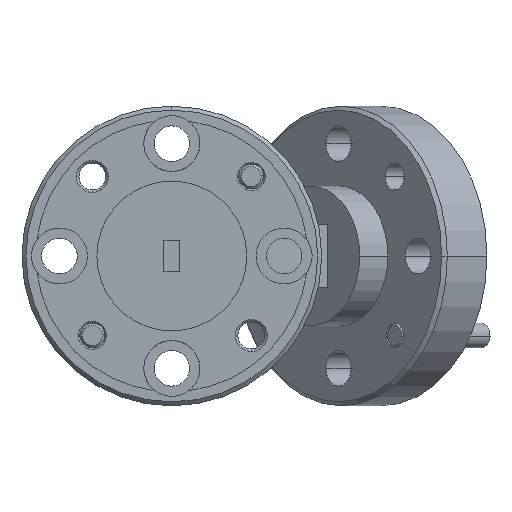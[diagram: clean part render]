
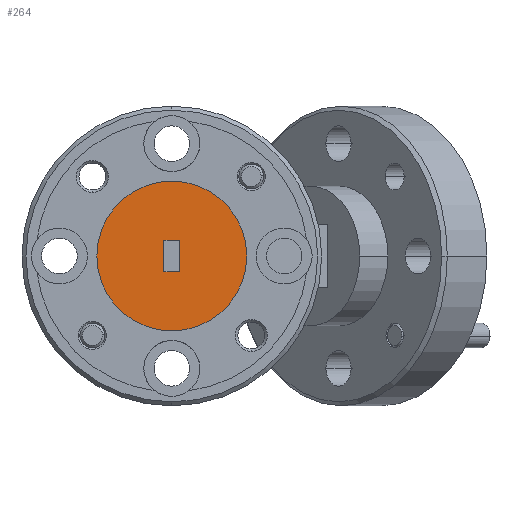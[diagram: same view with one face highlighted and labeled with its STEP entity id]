
A CAD part, left-side view. The second image highlights one B-rep face of the part: STEP entity #264.
In plain terms, the highlighted planar face has unit normal (-1, 0, 0).
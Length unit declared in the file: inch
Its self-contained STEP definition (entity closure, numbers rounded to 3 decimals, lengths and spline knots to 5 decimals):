
#21 = DIRECTION ( 'NONE',  ( 0., -1., 0. ) ) ;
#141 = CARTESIAN_POINT ( 'NONE',  ( -1.72001, 0.82482, 0.12423 ) ) ;
#264 = ADVANCED_FACE ( 'NONE', ( #4767, #4740 ), #1024, .F. ) ;
#299 = DIRECTION ( 'NONE',  ( 0., 0., 1. ) ) ;
#411 = DIRECTION ( 'NONE',  ( 0., 0., -1. ) ) ;
#435 = CARTESIAN_POINT ( 'NONE',  ( -1.72001, 0.86482, 0.12423 ) ) ;
#556 = VECTOR ( 'NONE', #21, 39.37008 ) ;
#661 = VERTEX_POINT ( 'NONE', #2472 ) ;
#760 = DIRECTION ( 'NONE',  ( 1., 0., 0. ) ) ;
#762 = CARTESIAN_POINT ( 'NONE',  ( -1.72001, 0.86482, 0.12423 ) ) ;
#769 = CARTESIAN_POINT ( 'NONE',  ( -1.72001, 0.84482, -0.02327 ) ) ;
#794 = VECTOR ( 'NONE', #411, 39.37008 ) ;
#796 = ORIENTED_EDGE ( 'NONE', *, *, #4182, .T. ) ;
#957 = ORIENTED_EDGE ( 'NONE', *, *, #2453, .T. ) ;
#1024 = PLANE ( 'NONE',  #3119 ) ;
#1154 = EDGE_LOOP ( 'NONE', ( #1722, #3652, #796, #957 ) ) ;
#1456 = EDGE_CURVE ( 'NONE', #1860, #3732, #2506, .T. ) ;
#1492 = CARTESIAN_POINT ( 'NONE',  ( -1.72001, 0.82482, 0.12423 ) ) ;
#1508 = DIRECTION ( 'NONE',  ( -1., 0., 0. ) ) ;
#1722 = ORIENTED_EDGE ( 'NONE', *, *, #2992, .T. ) ;
#1765 = ORIENTED_EDGE ( 'NONE', *, *, #1962, .T. ) ;
#1829 = DIRECTION ( 'NONE',  ( 0., 0., -1. ) ) ;
#1860 = VERTEX_POINT ( 'NONE', #3840 ) ;
#1897 = AXIS2_PLACEMENT_3D ( 'NONE', #4019, #1508, #299 ) ;
#1918 = DIRECTION ( 'NONE',  ( 0., 0., 1. ) ) ;
#1962 = EDGE_CURVE ( 'NONE', #3732, #1860, #3063, .T. ) ;
#2423 = DIRECTION ( 'NONE',  ( -1., 0., 0. ) ) ;
#2441 = VERTEX_POINT ( 'NONE', #3679 ) ;
#2453 = EDGE_CURVE ( 'NONE', #4493, #4454, #4741, .T. ) ;
#2472 = CARTESIAN_POINT ( 'NONE',  ( -1.72001, 0.82482, 0.20423 ) ) ;
#2506 = CIRCLE ( 'NONE', #3292, 0.1875 ) ;
#2592 = CARTESIAN_POINT ( 'NONE',  ( -1.72001, 0.84482, 0.16423 ) ) ;
#2992 = EDGE_CURVE ( 'NONE', #4454, #2441, #3767, .T. ) ;
#3063 = CIRCLE ( 'NONE', #1897, 0.1875 ) ;
#3119 = AXIS2_PLACEMENT_3D ( 'NONE', #2592, #760, #1829 ) ;
#3292 = AXIS2_PLACEMENT_3D ( 'NONE', #3534, #2423, #3983 ) ;
#3406 = EDGE_LOOP ( 'NONE', ( #3772, #1765 ) ) ;
#3534 = CARTESIAN_POINT ( 'NONE',  ( -1.72001, 0.84482, 0.16423 ) ) ;
#3612 = VECTOR ( 'NONE', #4016, 39.37008 ) ;
#3652 = ORIENTED_EDGE ( 'NONE', *, *, #4038, .T. ) ;
#3679 = CARTESIAN_POINT ( 'NONE',  ( -1.72001, 0.86482, 0.20423 ) ) ;
#3732 = VERTEX_POINT ( 'NONE', #769 ) ;
#3767 = LINE ( 'NONE', #435, #4012 ) ;
#3772 = ORIENTED_EDGE ( 'NONE', *, *, #1456, .T. ) ;
#3840 = CARTESIAN_POINT ( 'NONE',  ( -1.72001, 0.84482, 0.35173 ) ) ;
#3983 = DIRECTION ( 'NONE',  ( 0., 0., 1. ) ) ;
#4010 = LINE ( 'NONE', #4811, #556 ) ;
#4012 = VECTOR ( 'NONE', #1918, 39.37008 ) ;
#4016 = DIRECTION ( 'NONE',  ( 0., 1., 0. ) ) ;
#4019 = CARTESIAN_POINT ( 'NONE',  ( -1.72001, 0.84482, 0.16423 ) ) ;
#4038 = EDGE_CURVE ( 'NONE', #2441, #661, #4010, .T. ) ;
#4150 = LINE ( 'NONE', #141, #794 ) ;
#4182 = EDGE_CURVE ( 'NONE', #661, #4493, #4150, .T. ) ;
#4369 = CARTESIAN_POINT ( 'NONE',  ( -1.72001, 0.86482, 0.12423 ) ) ;
#4454 = VERTEX_POINT ( 'NONE', #4369 ) ;
#4493 = VERTEX_POINT ( 'NONE', #1492 ) ;
#4740 = FACE_OUTER_BOUND ( 'NONE', #3406, .T. ) ;
#4741 = LINE ( 'NONE', #762, #3612 ) ;
#4767 = FACE_BOUND ( 'NONE', #1154, .T. ) ;
#4811 = CARTESIAN_POINT ( 'NONE',  ( -1.72001, 0.86482, 0.20423 ) ) ;
